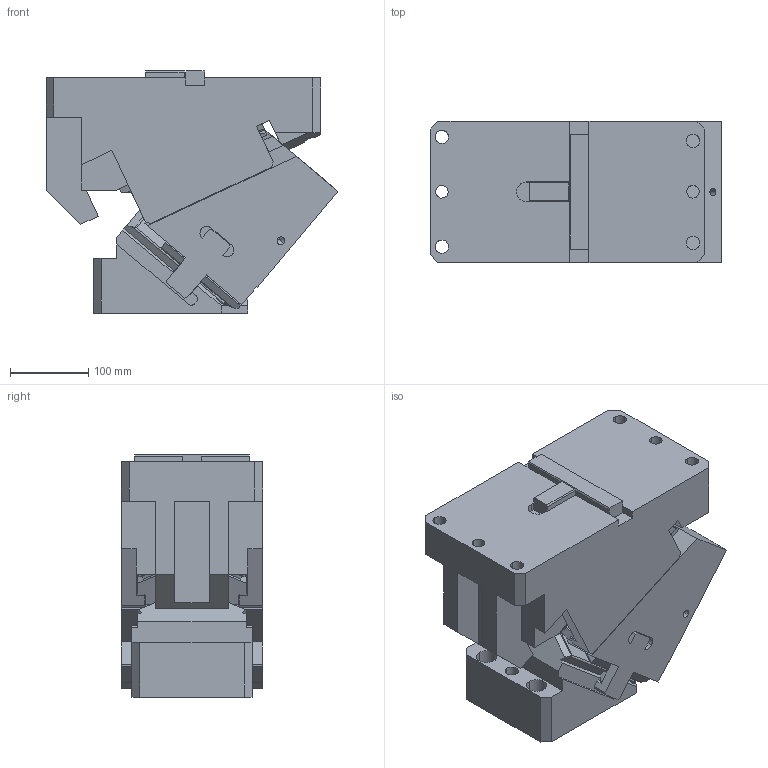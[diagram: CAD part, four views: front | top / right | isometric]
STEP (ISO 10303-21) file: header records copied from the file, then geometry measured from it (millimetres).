
FILE_DESCRIPTION(('CATIA V5 STEP Exchange'),'2;1');
FILE_NAME('CACV_F_180_40.stp','2015-04-27T06:53:16+00:00',('none'),('none'),'CATIA Version 5 Release 19 SP 2 (IN-10)','CATIA V5 STEP AP203','none');
FILE_SCHEMA(('CONFIG_CONTROL_DESIGN'));
Length unit declared in the file: millimetre
Products named in the file (1): CACV_F_180_40
Bounding box: 371.87 x 180 x 309 mm (x, y, z)
Volume: 13306405.9 mm3; surface area: 732606.9 mm2
Topology: 3 solids, 5 shells, 523 faces, 1459 edges, 946 vertices
Faces by surface type: plane 356, cylinder 155, cone 12
Entity records: 17542 total; most frequent: CARTESIAN_POINT 4672, ORIENTED_EDGE 2906, DIRECTION 2205, EDGE_CURVE 1453, VECTOR 1087, LINE 1087, VERTEX_POINT 946, AXIS2_PLACEMENT_3D 655
